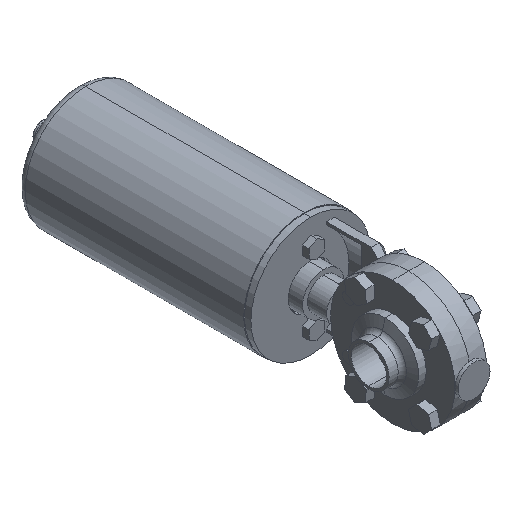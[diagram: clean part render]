
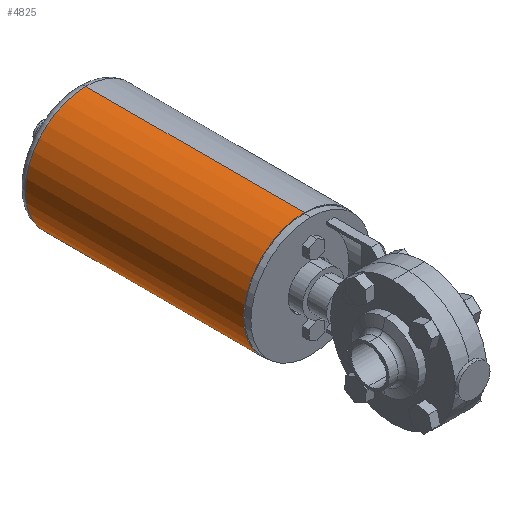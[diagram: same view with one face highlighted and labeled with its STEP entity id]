
A CAD part, isometric view. The second image highlights one B-rep face of the part: STEP entity #4825.
In plain terms, the highlighted cylindrical face has radius 38 mm (diameter 76 mm), a partial arc.
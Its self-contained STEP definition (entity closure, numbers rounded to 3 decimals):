
#37 = CARTESIAN_POINT ( 'NONE',  ( 0., 142., 38. ) ) ;
#159 = DIRECTION ( 'NONE',  ( 0., -1., 0. ) ) ;
#171 = ORIENTED_EDGE ( 'NONE', *, *, #765, .T. ) ;
#217 = EDGE_LOOP ( 'NONE', ( #4398, #4638, #171, #3305 ) ) ;
#444 = VERTEX_POINT ( 'NONE', #1946 ) ;
#534 = CYLINDRICAL_SURFACE ( 'NONE', #2418, 38. ) ;
#613 = VERTEX_POINT ( 'NONE', #4133 ) ;
#688 = DIRECTION ( 'NONE',  ( 0., 0., 1. ) ) ;
#765 = EDGE_CURVE ( 'NONE', #2305, #444, #1936, .T. ) ;
#821 = VECTOR ( 'NONE', #3522, 1000. ) ;
#1086 = AXIS2_PLACEMENT_3D ( 'NONE', #4671, #3103, #688 ) ;
#1896 = CARTESIAN_POINT ( 'NONE',  ( 0., 142., 0. ) ) ;
#1920 = CARTESIAN_POINT ( 'NONE',  ( 0., 137., -38. ) ) ;
#1936 = LINE ( 'NONE', #2284, #821 ) ;
#1946 = CARTESIAN_POINT ( 'NONE',  ( 0., 0., -38. ) ) ;
#2146 = CARTESIAN_POINT ( 'NONE',  ( 0., 137., 0. ) ) ;
#2284 = CARTESIAN_POINT ( 'NONE',  ( 0., 142., -38. ) ) ;
#2305 = VERTEX_POINT ( 'NONE', #1920 ) ;
#2385 = DIRECTION ( 'NONE',  ( 0., -1., 0. ) ) ;
#2418 = AXIS2_PLACEMENT_3D ( 'NONE', #1896, #3546, #4810 ) ;
#2916 = CIRCLE ( 'NONE', #3879, 38. ) ;
#3001 = DIRECTION ( 'NONE',  ( 0., 0., 1. ) ) ;
#3091 = CARTESIAN_POINT ( 'NONE',  ( 0., 0., 38. ) ) ;
#3103 = DIRECTION ( 'NONE',  ( 0., 1., 0. ) ) ;
#3168 = EDGE_CURVE ( 'NONE', #613, #2305, #2916, .T. ) ;
#3296 = EDGE_CURVE ( 'NONE', #444, #4126, #5179, .T. ) ;
#3305 = ORIENTED_EDGE ( 'NONE', *, *, #3296, .T. ) ;
#3320 = FACE_OUTER_BOUND ( 'NONE', #217, .T. ) ;
#3497 = EDGE_CURVE ( 'NONE', #613, #4126, #3683, .T. ) ;
#3522 = DIRECTION ( 'NONE',  ( 0., -1., 0. ) ) ;
#3546 = DIRECTION ( 'NONE',  ( 0., -1., 0. ) ) ;
#3683 = LINE ( 'NONE', #37, #4067 ) ;
#3879 = AXIS2_PLACEMENT_3D ( 'NONE', #2146, #159, #3001 ) ;
#4067 = VECTOR ( 'NONE', #2385, 1000. ) ;
#4126 = VERTEX_POINT ( 'NONE', #3091 ) ;
#4133 = CARTESIAN_POINT ( 'NONE',  ( 0., 137., 38. ) ) ;
#4398 = ORIENTED_EDGE ( 'NONE', *, *, #3497, .F. ) ;
#4638 = ORIENTED_EDGE ( 'NONE', *, *, #3168, .T. ) ;
#4671 = CARTESIAN_POINT ( 'NONE',  ( 0., 0., 0. ) ) ;
#4810 = DIRECTION ( 'NONE',  ( 0., 0., -1. ) ) ;
#4825 = ADVANCED_FACE ( 'NONE', ( #3320 ), #534, .T. ) ;
#5179 = CIRCLE ( 'NONE', #1086, 38. ) ;
